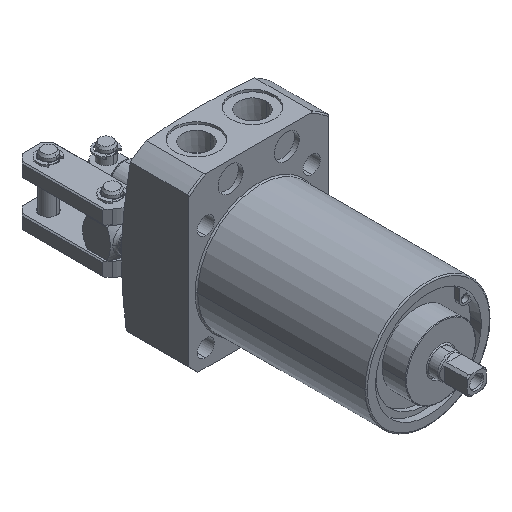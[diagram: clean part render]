
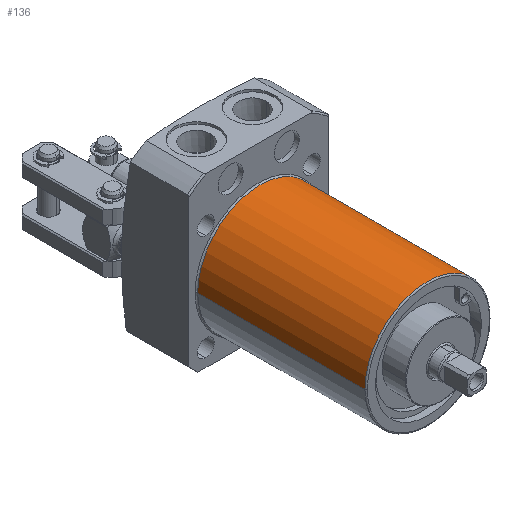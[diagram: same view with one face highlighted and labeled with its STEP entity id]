
A CAD part, isometric view. The second image highlights one B-rep face of the part: STEP entity #136.
In plain terms, the highlighted cylindrical face has radius 20 mm (diameter 40 mm), a partial arc.
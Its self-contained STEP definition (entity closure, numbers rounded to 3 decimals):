
#136 = ADVANCED_FACE ( 'NONE', ( #6879 ), #6876, .T. ) ;
#315 = ORIENTED_EDGE ( 'NONE', *, *, #10717, .F. ) ;
#316 = ORIENTED_EDGE ( 'NONE', *, *, #10590, .T. ) ;
#317 = ORIENTED_EDGE ( 'NONE', *, *, #10650, .T. ) ;
#320 = ORIENTED_EDGE ( 'NONE', *, *, #10581, .T. ) ;
#2671 = AXIS2_PLACEMENT_3D ( 'NONE', #11914, #11915, #11916 ) ;
#2678 = AXIS2_PLACEMENT_3D ( 'NONE', #12011, #12012, #12013 ) ;
#3026 = AXIS2_PLACEMENT_3D ( 'NONE', #6376, #6377, #6380 ) ;
#3505 = CARTESIAN_POINT ( 'NONE',  ( 20., -24.6, 0. ) ) ;
#3518 = CARTESIAN_POINT ( 'NONE',  ( -20., -78.3, 0. ) ) ;
#3594 = CARTESIAN_POINT ( 'NONE',  ( 20., -78.3, 0. ) ) ;
#4123 = CARTESIAN_POINT ( 'NONE',  ( -20., -24.6, 0. ) ) ;
#4861 = EDGE_LOOP ( 'NONE', ( #320, #317, #316, #315 ) ) ;
#6376 = CARTESIAN_POINT ( 'NONE',  ( 0., 0., 0. ) ) ;
#6377 = DIRECTION ( 'NONE',  ( 0., 1., 0. ) ) ;
#6380 = DIRECTION ( 'NONE',  ( -1., 0., 0. ) ) ;
#6876 = CYLINDRICAL_SURFACE ( 'NONE', #3026, 20. ) ;
#6879 = FACE_OUTER_BOUND ( 'NONE', #4861, .T. ) ;
#8893 = VERTEX_POINT ( 'NONE', #3505 ) ;
#8906 = VERTEX_POINT ( 'NONE', #3518 ) ;
#8983 = VERTEX_POINT ( 'NONE', #3594 ) ;
#10310 = VERTEX_POINT ( 'NONE', #4123 ) ;
#10581 = EDGE_CURVE ( 'NONE', #8906, #8983, #11582, .T. ) ;
#10590 = EDGE_CURVE ( 'NONE', #8893, #10310, #11459, .T. ) ;
#10650 = EDGE_CURVE ( 'NONE', #8983, #8893, #11440, .T. ) ;
#10717 = EDGE_CURVE ( 'NONE', #8906, #10310, #11377, .T. ) ;
#11377 = LINE ( 'NONE', #12696, #11391 ) ;
#11391 = VECTOR ( 'NONE', #12694, 1000. ) ;
#11440 = LINE ( 'NONE', #12342, #11442 ) ;
#11442 = VECTOR ( 'NONE', #12343, 1000. ) ;
#11459 = CIRCLE ( 'NONE', #2678, 20. ) ;
#11582 = CIRCLE ( 'NONE', #2671, 20. ) ;
#11914 = CARTESIAN_POINT ( 'NONE',  ( 0., -78.3, 0. ) ) ;
#11915 = DIRECTION ( 'NONE',  ( 0., 1., 0. ) ) ;
#11916 = DIRECTION ( 'NONE',  ( -1., 0., 0. ) ) ;
#12011 = CARTESIAN_POINT ( 'NONE',  ( 0., -24.6, 0. ) ) ;
#12012 = DIRECTION ( 'NONE',  ( 0., -1., 0. ) ) ;
#12013 = DIRECTION ( 'NONE',  ( -1., 0., 0. ) ) ;
#12342 = CARTESIAN_POINT ( 'NONE',  ( 20., 0., 0. ) ) ;
#12343 = DIRECTION ( 'NONE',  ( 0., 1., 0. ) ) ;
#12694 = DIRECTION ( 'NONE',  ( 0., 1., 0. ) ) ;
#12696 = CARTESIAN_POINT ( 'NONE',  ( -20., 0., 0. ) ) ;
